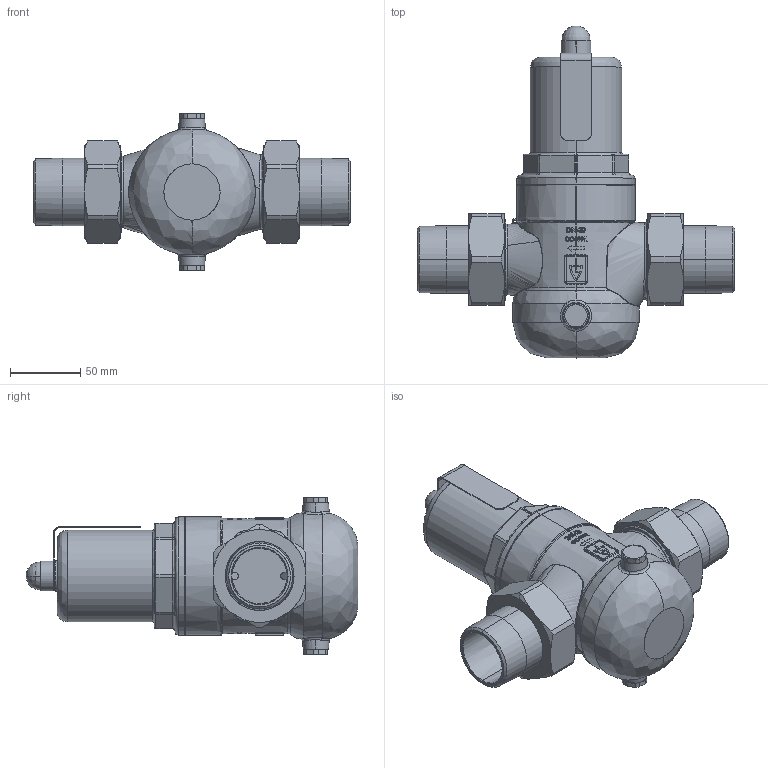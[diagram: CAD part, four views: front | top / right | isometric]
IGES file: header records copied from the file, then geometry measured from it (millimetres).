
Start section: SolidWorks IGES file using analytic representation for surfaces
Global section: file name: 630mGFO-40 Dummy.IGS; native system: SolidWorks 2011; preprocessor: SolidWorks 2011; author: Blankenhorn; date: 120223.160716; units: millimetre
Bounding box: 226 x 236.2 x 112 mm (x, y, z)
Surface area: 213210.3 mm2 (no closed solid volume)
Topology: 0 solids, 0 shells, 1019 faces, 15036 edges, 15023 vertices
Faces by surface type: bspline 626, revolution 393
